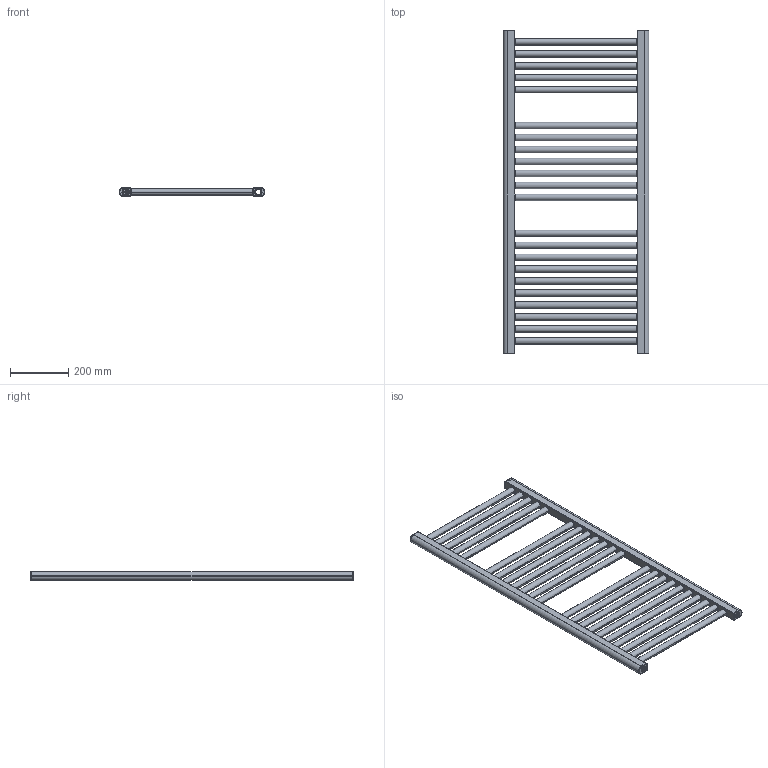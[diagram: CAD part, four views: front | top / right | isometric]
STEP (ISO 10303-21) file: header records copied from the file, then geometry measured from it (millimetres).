
FILE_DESCRIPTION((''),'2;1');
FILE_NAME('U0548479_ASM','2018-01-03T13:20:55',('myarac'),(''),'CREO PARAMETRIC BY PTC INC, 2017260','CREO PARAMETRIC BY PTC INC, 2017260','');
FILE_SCHEMA(('AUTOMOTIVE_DESIGN { 1 0 10303 214 1 1 1 1 }'));
Length unit declared in the file: millimetre
Products named in the file (5): U0547388; U0547358; U0547357; U0547363; U0548479_ASM
Assembly tree (28 placements, depth 2):
  U0548479_ASM
    U0547388  x2
    U0547358  x3
    U0547357
    U0547363  x22
Bounding box: 500 x 1110.4 x 30 mm (x, y, z)
Volume: 877452.8 mm3; surface area: 1767692.5 mm2
Topology: 28 solids, 31 shells, 1118 faces, 2426 edges, 1364 vertices
Faces by surface type: torus 386, cone 352, cylinder 260, plane 120
Entity records: 8795 total; most frequent: COLOUR_RGB 1359, DIRECTION 1233, CARTESIAN_POINT 1194, ORIENTED_EDGE 968, AXIS2_PLACEMENT_3D 502, EDGE_CURVE 486, VERTEX_POINT 304, CIRCLE 256
